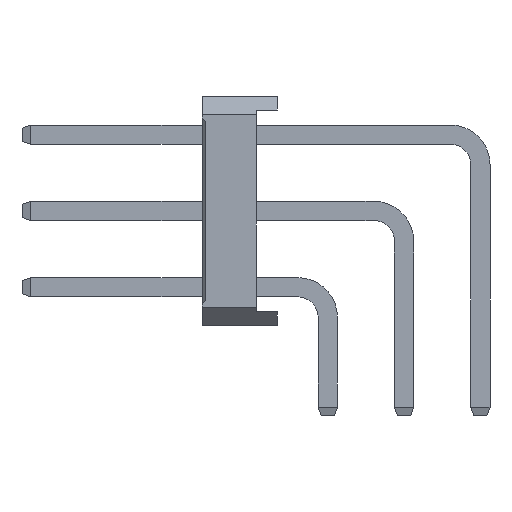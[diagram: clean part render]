
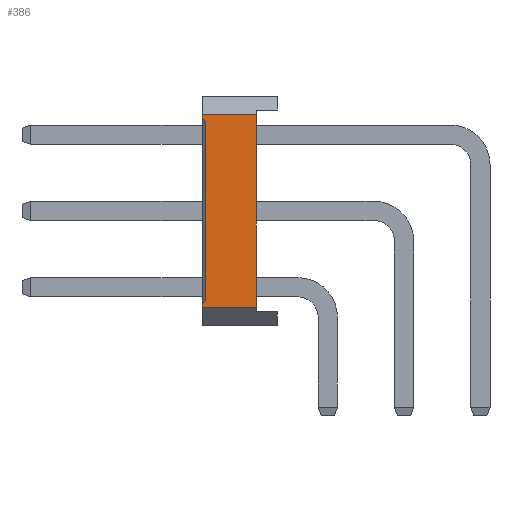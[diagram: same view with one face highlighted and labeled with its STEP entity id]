
A CAD part, left-side view. The second image highlights one B-rep face of the part: STEP entity #386.
In plain terms, the highlighted planar face has unit normal (-1, 0, 0).
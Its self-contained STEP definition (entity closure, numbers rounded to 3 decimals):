
#386=ADVANCED_FACE('',(#4088),#4090,.T.);
#4088=FACE_BOUND('',#4089,.T.);
#4089=EDGE_LOOP('',(#7097,#7098,#7099,#7100,#7101,#7102,#7103,#7104));
#4090=PLANE('',#4091);
#4091=AXIS2_PLACEMENT_3D('',#4092,#4093,#4094);
#4092=CARTESIAN_POINT('',(-1.27,1.68,0.6));
#4093=DIRECTION('',(-1.,0.,0.));
#4094=DIRECTION('',(0.,0.,1.));
#7097=ORIENTED_EDGE('',*,*,#9042,.F.);
#7098=ORIENTED_EDGE('',*,*,#9043,.T.);
#7099=ORIENTED_EDGE('',*,*,#9044,.F.);
#7100=ORIENTED_EDGE('',*,*,#8838,.F.);
#7101=ORIENTED_EDGE('',*,*,#9045,.F.);
#7102=ORIENTED_EDGE('',*,*,#8732,.T.);
#7103=ORIENTED_EDGE('',*,*,#9041,.T.);
#7104=ORIENTED_EDGE('',*,*,#8842,.F.);
#8732=EDGE_CURVE('',#9744,#9742,#9745,.T.);
#8838=EDGE_CURVE('',#9954,#9956,#9957,.T.);
#8842=EDGE_CURVE('',#9962,#9964,#9965,.T.);
#9041=EDGE_CURVE('',#9742,#9964,#10325,.T.);
#9042=EDGE_CURVE('',#10326,#9962,#10327,.F.);
#9043=EDGE_CURVE('',#10326,#10328,#10329,.T.);
#9044=EDGE_CURVE('',#9956,#10328,#10330,.F.);
#9045=EDGE_CURVE('',#9744,#9954,#10331,.T.);
#9742=VERTEX_POINT('',#11386);
#9744=VERTEX_POINT('',#11390);
#9745=LINE('',#11391,#11392);
#9954=VERTEX_POINT('',#11810);
#9956=VERTEX_POINT('',#11814);
#9957=LINE('',#11815,#11816);
#9962=VERTEX_POINT('',#11826);
#9964=VERTEX_POINT('',#11830);
#9965=LINE('',#11831,#11832);
#10325=LINE('',#12605,#12606);
#10326=VERTEX_POINT('',#12608);
#10327=LINE('',#12609,#12610);
#10328=VERTEX_POINT('',#12612);
#10329=LINE('',#12613,#12614);
#10330=LINE('',#12616,#12617);
#10331=LINE('',#12619,#12620);
#11386=CARTESIAN_POINT('',(-1.27,2.38,7.02));
#11390=CARTESIAN_POINT('',(-1.27,2.38,0.6));
#11391=CARTESIAN_POINT('',(-1.27,2.38,0.6));
#11392=VECTOR('',#11393,1.);
#11393=DIRECTION('',(0.,0.,1.));
#11810=CARTESIAN_POINT('',(-1.27,4.18,0.6));
#11814=CARTESIAN_POINT('',(-1.27,4.18,0.72));
#11815=CARTESIAN_POINT('',(-1.27,4.18,0.6));
#11816=VECTOR('',#11817,1.);
#11817=DIRECTION('',(0.,0.,1.));
#11826=CARTESIAN_POINT('',(-1.27,4.18,6.9));
#11830=CARTESIAN_POINT('',(-1.27,4.18,7.02));
#11831=CARTESIAN_POINT('',(-1.27,4.18,6.9));
#11832=VECTOR('',#11833,1.);
#11833=DIRECTION('',(0.,0.,1.));
#12605=CARTESIAN_POINT('',(-1.27,2.38,7.02));
#12606=VECTOR('',#12607,1.);
#12607=DIRECTION('',(0.,1.,0.));
#12608=CARTESIAN_POINT('',(-1.27,4.08,6.8));
#12609=CARTESIAN_POINT('',(-1.27,4.18,6.9));
#12610=VECTOR('',#12611,1.);
#12611=DIRECTION('',(0.,-0.707,-0.707));
#12612=CARTESIAN_POINT('',(-1.27,4.08,0.82));
#12613=CARTESIAN_POINT('',(-1.27,4.08,6.8));
#12614=VECTOR('',#12615,1.);
#12615=DIRECTION('',(0.,0.,-1.));
#12616=CARTESIAN_POINT('',(-1.27,4.08,0.82));
#12617=VECTOR('',#12618,1.);
#12618=DIRECTION('',(0.,0.707,-0.707));
#12619=CARTESIAN_POINT('',(-1.27,2.38,0.6));
#12620=VECTOR('',#12621,1.);
#12621=DIRECTION('',(0.,1.,0.));
